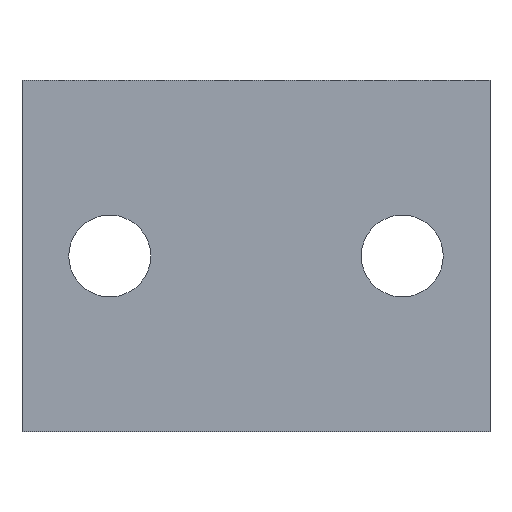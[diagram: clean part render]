
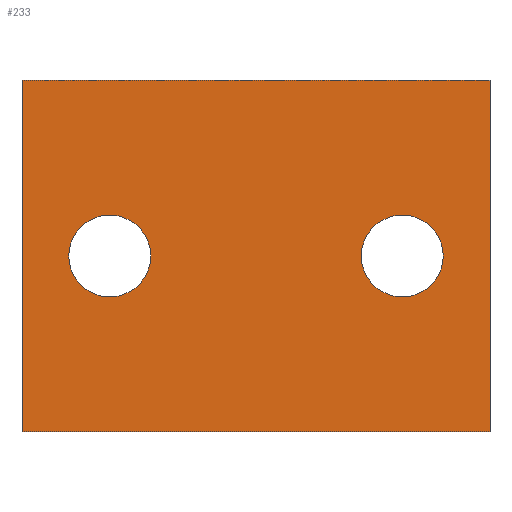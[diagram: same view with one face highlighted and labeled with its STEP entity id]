
A CAD part, front view. The second image highlights one B-rep face of the part: STEP entity #233.
In plain terms, the highlighted planar face has unit normal (0, -1, 0).
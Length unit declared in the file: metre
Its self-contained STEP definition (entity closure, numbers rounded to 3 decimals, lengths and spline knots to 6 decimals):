
#16=CIRCLE('',#260,0.0035);
#17=CIRCLE('',#261,0.0035);
#24=ORIENTED_EDGE('',*,*,#84,.F.);
#25=ORIENTED_EDGE('',*,*,#85,.F.);
#26=ORIENTED_EDGE('',*,*,#86,.T.);
#27=ORIENTED_EDGE('',*,*,#87,.T.);
#28=ORIENTED_EDGE('',*,*,#88,.F.);
#29=ORIENTED_EDGE('',*,*,#89,.T.);
#84=EDGE_CURVE('',#114,#115,#136,.T.);
#85=EDGE_CURVE('',#116,#114,#137,.T.);
#86=EDGE_CURVE('',#116,#117,#138,.T.);
#87=EDGE_CURVE('',#117,#115,#139,.T.);
#88=EDGE_CURVE('',#118,#118,#16,.T.);
#89=EDGE_CURVE('',#119,#119,#17,.F.);
#114=VERTEX_POINT('',#349);
#115=VERTEX_POINT('',#350);
#116=VERTEX_POINT('',#352);
#117=VERTEX_POINT('',#354);
#118=VERTEX_POINT('',#357);
#119=VERTEX_POINT('',#359);
#136=LINE('',#348,#158);
#137=LINE('',#351,#159);
#138=LINE('',#353,#160);
#139=LINE('',#355,#161);
#158=VECTOR('',#284,1.);
#159=VECTOR('',#285,1.);
#160=VECTOR('',#286,1.);
#161=VECTOR('',#287,1.);
#180=EDGE_LOOP('',(#24,#25,#26,#27));
#181=EDGE_LOOP('',(#28));
#182=EDGE_LOOP('',(#29));
#202=FACE_BOUND('',#180,.T.);
#203=FACE_BOUND('',#181,.T.);
#204=FACE_BOUND('',#182,.T.);
#224=PLANE('',#259);
#233=ADVANCED_FACE('',(#202,#203,#204),#224,.T.);
#259=AXIS2_PLACEMENT_3D('',#347,#282,#283);
#260=AXIS2_PLACEMENT_3D('',#356,#288,#289);
#261=AXIS2_PLACEMENT_3D('',#358,#290,#291);
#282=DIRECTION('',(0.,-1.,0.));
#283=DIRECTION('',(0.,0.,-1.));
#284=DIRECTION('',(-1.,0.,0.));
#285=DIRECTION('',(0.,0.,-1.));
#286=DIRECTION('',(-1.,0.,0.));
#287=DIRECTION('',(0.,0.,-1.));
#288=DIRECTION('',(0.,-1.,0.));
#289=DIRECTION('',(0.,0.,-1.));
#290=DIRECTION('',(0.,-1.,0.));
#291=DIRECTION('',(0.,0.,-1.));
#347=CARTESIAN_POINT('',(-0.0125,-0.02,0.03));
#348=CARTESIAN_POINT('',(-0.0125,-0.02,0.));
#349=CARTESIAN_POINT('',(0.02,-0.02,0.));
#350=CARTESIAN_POINT('',(-0.02,-0.02,0.));
#351=CARTESIAN_POINT('',(0.02,-0.02,0.03));
#352=CARTESIAN_POINT('',(0.02,-0.02,0.03));
#353=CARTESIAN_POINT('',(-0.0125,-0.02,0.03));
#354=CARTESIAN_POINT('',(-0.02,-0.02,0.03));
#355=CARTESIAN_POINT('',(-0.02,-0.02,0.03));
#356=CARTESIAN_POINT('',(0.0125,-0.02,0.015));
#357=CARTESIAN_POINT('',(0.0125,-0.02,0.0115));
#358=CARTESIAN_POINT('',(-0.0125,-0.02,0.015));
#359=CARTESIAN_POINT('',(-0.0125,-0.02,0.0115));
